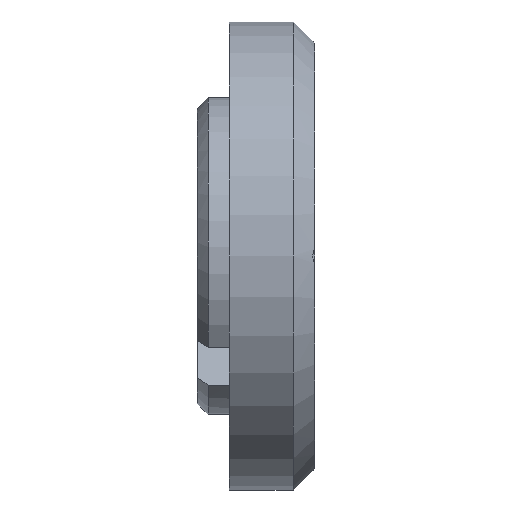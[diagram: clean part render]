
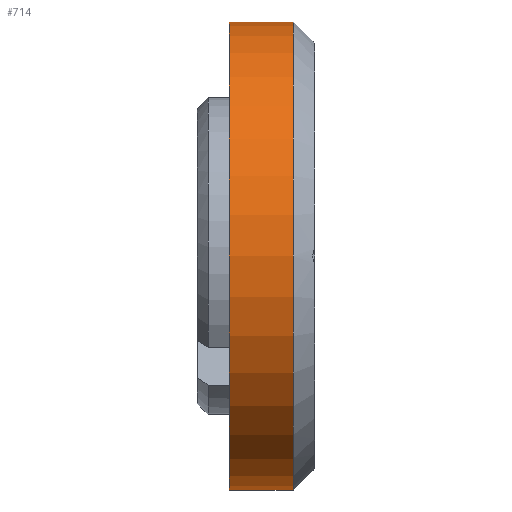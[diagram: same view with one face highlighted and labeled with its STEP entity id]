
A CAD part, left-side view. The second image highlights one B-rep face of the part: STEP entity #714.
In plain terms, the highlighted cylindrical face has radius 22 mm (diameter 44 mm), a partial arc.
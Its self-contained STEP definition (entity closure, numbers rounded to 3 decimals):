
#38 = VERTEX_POINT ( 'NONE', #503 ) ;
#54 = CARTESIAN_POINT ( 'NONE',  ( 0., 2., 0. ) ) ;
#123 = DIRECTION ( 'NONE',  ( 0., -1., 0. ) ) ;
#149 = LINE ( 'NONE', #1387, #837 ) ;
#160 = AXIS2_PLACEMENT_3D ( 'NONE', #683, #123, #904 ) ;
#252 = CARTESIAN_POINT ( 'NONE',  ( 0., 8., 0. ) ) ;
#278 = CYLINDRICAL_SURFACE ( 'NONE', #160, 22. ) ;
#299 = AXIS2_PLACEMENT_3D ( 'NONE', #54, #1179, #488 ) ;
#418 = VERTEX_POINT ( 'NONE', #1440 ) ;
#477 = CARTESIAN_POINT ( 'NONE',  ( 0., 11., 22. ) ) ;
#488 = DIRECTION ( 'NONE',  ( 0., 0., 1. ) ) ;
#503 = CARTESIAN_POINT ( 'NONE',  ( 0., 2., -22. ) ) ;
#592 = CARTESIAN_POINT ( 'NONE',  ( 0., 8., 22. ) ) ;
#602 = AXIS2_PLACEMENT_3D ( 'NONE', #252, #1400, #810 ) ;
#608 = FACE_OUTER_BOUND ( 'NONE', #702, .T. ) ;
#614 = ORIENTED_EDGE ( 'NONE', *, *, #892, .T. ) ;
#624 = LINE ( 'NONE', #477, #1199 ) ;
#654 = ORIENTED_EDGE ( 'NONE', *, *, #1295, .T. ) ;
#683 = CARTESIAN_POINT ( 'NONE',  ( 0., 11., 0. ) ) ;
#693 = DIRECTION ( 'NONE',  ( 0., -1., 0. ) ) ;
#702 = EDGE_LOOP ( 'NONE', ( #1439, #1281, #654, #614 ) ) ;
#714 = ADVANCED_FACE ( 'NONE', ( #608 ), #278, .T. ) ;
#809 = DIRECTION ( 'NONE',  ( 0., -1., 0. ) ) ;
#810 = DIRECTION ( 'NONE',  ( 0., 0., 1. ) ) ;
#837 = VECTOR ( 'NONE', #693, 1000. ) ;
#892 = EDGE_CURVE ( 'NONE', #38, #418, #1365, .T. ) ;
#904 = DIRECTION ( 'NONE',  ( 0., 0., -1. ) ) ;
#1143 = CARTESIAN_POINT ( 'NONE',  ( 0., 8., -22. ) ) ;
#1179 = DIRECTION ( 'NONE',  ( 0., 1., 0. ) ) ;
#1199 = VECTOR ( 'NONE', #809, 1000. ) ;
#1228 = VERTEX_POINT ( 'NONE', #1143 ) ;
#1281 = ORIENTED_EDGE ( 'NONE', *, *, #1383, .F. ) ;
#1295 = EDGE_CURVE ( 'NONE', #1228, #38, #149, .T. ) ;
#1313 = CIRCLE ( 'NONE', #602, 22. ) ;
#1327 = EDGE_CURVE ( 'NONE', #1370, #418, #624, .T. ) ;
#1365 = CIRCLE ( 'NONE', #299, 22. ) ;
#1370 = VERTEX_POINT ( 'NONE', #592 ) ;
#1383 = EDGE_CURVE ( 'NONE', #1228, #1370, #1313, .T. ) ;
#1387 = CARTESIAN_POINT ( 'NONE',  ( 0., 11., -22. ) ) ;
#1400 = DIRECTION ( 'NONE',  ( 0., 1., 0. ) ) ;
#1439 = ORIENTED_EDGE ( 'NONE', *, *, #1327, .F. ) ;
#1440 = CARTESIAN_POINT ( 'NONE',  ( 0., 2., 22. ) ) ;
